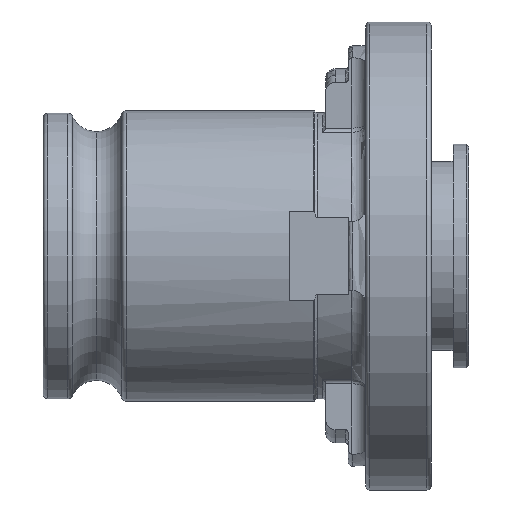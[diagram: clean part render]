
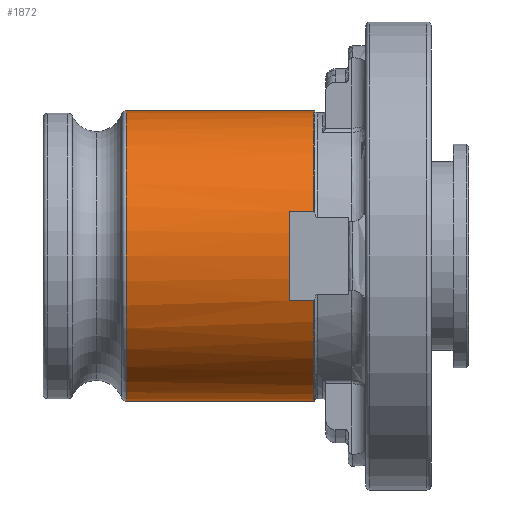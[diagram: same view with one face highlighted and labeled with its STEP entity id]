
A CAD part, front view. The second image highlights one B-rep face of the part: STEP entity #1872.
In plain terms, the highlighted cylindrical face has radius 15.5 mm (diameter 31 mm), a partial arc.
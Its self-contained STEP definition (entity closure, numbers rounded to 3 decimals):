
#140 = EDGE_CURVE ( 'NONE', #524, #614, #828, .T. ) ;
#159 = EDGE_CURVE ( 'NONE', #498, #487, #845, .T. ) ;
#160 = EDGE_CURVE ( 'NONE', #520, #606, #848, .T. ) ;
#287 = EDGE_CURVE ( 'NONE', #523, #487, #960, .T. ) ;
#288 = EDGE_CURVE ( 'NONE', #524, #498, #961, .T. ) ;
#291 = EDGE_CURVE ( 'NONE', #520, #523, #965, .T. ) ;
#307 = EDGE_CURVE ( 'NONE', #606, #609, #984, .T. ) ;
#308 = EDGE_CURVE ( 'NONE', #609, #614, #985, .T. ) ;
#388 = AXIS2_PLACEMENT_3D ( 'NONE', #1010, #1011, #1012 ) ;
#403 = AXIS2_PLACEMENT_3D ( 'NONE', #1071, #1072, #1073 ) ;
#487 = VERTEX_POINT ( 'NONE', #2634 ) ;
#498 = VERTEX_POINT ( 'NONE', #2645 ) ;
#520 = VERTEX_POINT ( 'NONE', #2667 ) ;
#523 = VERTEX_POINT ( 'NONE', #2670 ) ;
#524 = VERTEX_POINT ( 'NONE', #2671 ) ;
#606 = VERTEX_POINT ( 'NONE', #2753 ) ;
#609 = VERTEX_POINT ( 'NONE', #2756 ) ;
#614 = VERTEX_POINT ( 'NONE', #2761 ) ;
#828 = CIRCLE ( 'NONE', #388, 15.5 ) ;
#845 = CIRCLE ( 'NONE', #403, 15.5 ) ;
#848 = LINE ( 'NONE', #1059, #850 ) ;
#850 = VECTOR ( 'NONE', #1066, 1000. ) ;
#960 = LINE ( 'NONE', #2458, #962 ) ;
#961 = LINE ( 'NONE', #2467, #964 ) ;
#962 = VECTOR ( 'NONE', #2459, 1000. ) ;
#964 = VECTOR ( 'NONE', #2468, 1000. ) ;
#965 = CIRCLE ( 'NONE', #1542, 15.5 ) ;
#984 = CIRCLE ( 'NONE', #1553, 15.5 ) ;
#985 = LINE ( 'NONE', #2528, #987 ) ;
#987 = VECTOR ( 'NONE', #2529, 1000. ) ;
#1010 = CARTESIAN_POINT ( 'NONE',  ( 28.936, 0., 0. ) ) ;
#1011 = DIRECTION ( 'NONE',  ( -1., 0., 0. ) ) ;
#1012 = DIRECTION ( 'NONE',  ( 0., 0., 1. ) ) ;
#1059 = CARTESIAN_POINT ( 'NONE',  ( -29.89, -14.75, 4.763 ) ) ;
#1066 = DIRECTION ( 'NONE',  ( -1., 0., 0. ) ) ;
#1071 = CARTESIAN_POINT ( 'NONE',  ( 8.87, 0., 0. ) ) ;
#1072 = DIRECTION ( 'NONE',  ( -1., 0., 0. ) ) ;
#1073 = DIRECTION ( 'NONE',  ( 0., 0., 1. ) ) ;
#1542 = AXIS2_PLACEMENT_3D ( 'NONE', #2480, #2481, #2482 ) ;
#1553 = AXIS2_PLACEMENT_3D ( 'NONE', #2535, #2536, #2537 ) ;
#1723 = AXIS2_PLACEMENT_3D ( 'NONE', #3640, #3641, #3638 ) ;
#1872 = ADVANCED_FACE ( 'NONE', ( #3167 ), #3169, .T. ) ;
#2458 = CARTESIAN_POINT ( 'NONE',  ( -29.89, 0., 15.5 ) ) ;
#2459 = DIRECTION ( 'NONE',  ( -1., 0., 0. ) ) ;
#2467 = CARTESIAN_POINT ( 'NONE',  ( -29.89, 0., -15.5 ) ) ;
#2468 = DIRECTION ( 'NONE',  ( -1., 0., 0. ) ) ;
#2480 = CARTESIAN_POINT ( 'NONE',  ( 28.936, 0., 0. ) ) ;
#2481 = DIRECTION ( 'NONE',  ( -1., 0., 0. ) ) ;
#2482 = DIRECTION ( 'NONE',  ( 0., 0., 1. ) ) ;
#2528 = CARTESIAN_POINT ( 'NONE',  ( -29.89, -14.75, -4.763 ) ) ;
#2529 = DIRECTION ( 'NONE',  ( 1., 0., 0. ) ) ;
#2535 = CARTESIAN_POINT ( 'NONE',  ( 26.3, 0., 0. ) ) ;
#2536 = DIRECTION ( 'NONE',  ( 1., 0., 0. ) ) ;
#2537 = DIRECTION ( 'NONE',  ( 0., 0., -1. ) ) ;
#2634 = CARTESIAN_POINT ( 'NONE',  ( 8.87, 0., 15.5 ) ) ;
#2645 = CARTESIAN_POINT ( 'NONE',  ( 8.87, 0., -15.5 ) ) ;
#2667 = CARTESIAN_POINT ( 'NONE',  ( 28.936, -14.75, 4.763 ) ) ;
#2670 = CARTESIAN_POINT ( 'NONE',  ( 28.936, 0., 15.5 ) ) ;
#2671 = CARTESIAN_POINT ( 'NONE',  ( 28.936, 0., -15.5 ) ) ;
#2753 = CARTESIAN_POINT ( 'NONE',  ( 26.3, -14.75, 4.763 ) ) ;
#2756 = CARTESIAN_POINT ( 'NONE',  ( 26.3, -14.75, -4.763 ) ) ;
#2761 = CARTESIAN_POINT ( 'NONE',  ( 28.936, -14.75, -4.763 ) ) ;
#3167 = FACE_OUTER_BOUND ( 'NONE', #3749, .T. ) ;
#3169 = CYLINDRICAL_SURFACE ( 'NONE', #1723, 15.5 ) ;
#3638 = DIRECTION ( 'NONE',  ( 0., 0., 1. ) ) ;
#3640 = CARTESIAN_POINT ( 'NONE',  ( -29.89, 0., 0. ) ) ;
#3641 = DIRECTION ( 'NONE',  ( -1., 0., 0. ) ) ;
#3749 = EDGE_LOOP ( 'NONE', ( #4060, #4061, #4062, #4063, #4064, #4065, #4066, #4067 ) ) ;
#4060 = ORIENTED_EDGE ( 'NONE', *, *, #288, .F. ) ;
#4061 = ORIENTED_EDGE ( 'NONE', *, *, #140, .T. ) ;
#4062 = ORIENTED_EDGE ( 'NONE', *, *, #308, .F. ) ;
#4063 = ORIENTED_EDGE ( 'NONE', *, *, #307, .F. ) ;
#4064 = ORIENTED_EDGE ( 'NONE', *, *, #160, .F. ) ;
#4065 = ORIENTED_EDGE ( 'NONE', *, *, #291, .T. ) ;
#4066 = ORIENTED_EDGE ( 'NONE', *, *, #287, .T. ) ;
#4067 = ORIENTED_EDGE ( 'NONE', *, *, #159, .F. ) ;
